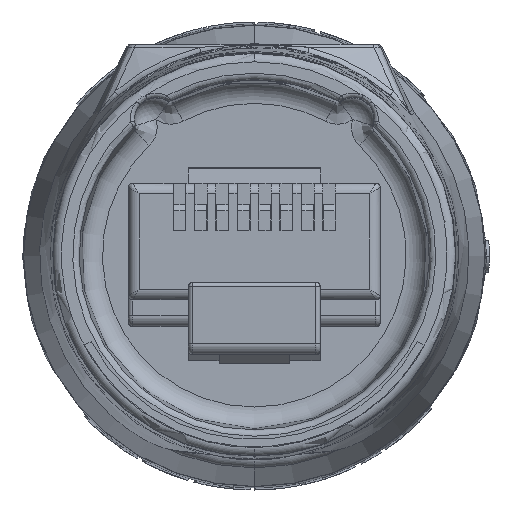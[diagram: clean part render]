
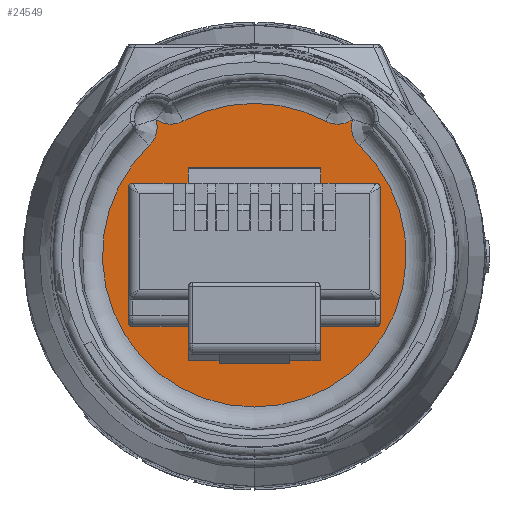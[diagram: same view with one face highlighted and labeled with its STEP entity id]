
A CAD part, top view. The second image highlights one B-rep face of the part: STEP entity #24549.
In plain terms, the highlighted planar face has unit normal (0, 0, 1).
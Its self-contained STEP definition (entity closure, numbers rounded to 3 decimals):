
#7661=CARTESIAN_POINT('',(-3.339,6.274,1.5));
#7662=CARTESIAN_POINT('',(-3.418,6.233,1.5));
#7663=CARTESIAN_POINT('',(-3.578,6.169,1.5));
#7664=CARTESIAN_POINT('',(-3.828,6.127,1.5));
#7665=CARTESIAN_POINT('',(-4.09,6.138,1.5));
#7666=CARTESIAN_POINT('',(-4.362,6.213,1.5));
#7667=CARTESIAN_POINT('',(-4.525,6.303,1.5));
#7668=CARTESIAN_POINT('',(-4.603,6.359,1.5));
#7670=CARTESIAN_POINT('',(0.,0.,1.5));
#7671=DIRECTION('',(0.,0.,1.));
#7672=DIRECTION('',(0.47,0.883,0.));
#7673=AXIS2_PLACEMENT_3D('',#7670,#7671,#7672);
#7675=CARTESIAN_POINT('',(4.603,6.359,1.5));
#7676=CARTESIAN_POINT('',(4.53,6.306,1.5));
#7677=CARTESIAN_POINT('',(4.377,6.221,1.5));
#7678=CARTESIAN_POINT('',(4.135,6.147,1.5));
#7679=CARTESIAN_POINT('',(3.876,6.124,1.5));
#7680=CARTESIAN_POINT('',(3.598,6.162,1.5));
#7681=CARTESIAN_POINT('',(3.425,6.229,1.5));
#7682=CARTESIAN_POINT('',(3.339,6.274,1.5));
#7684=CARTESIAN_POINT('',(4.917,5.132,1.5));
#7685=CARTESIAN_POINT('',(4.853,5.193,1.5));
#7686=CARTESIAN_POINT('',(4.743,5.326,1.5));
#7687=CARTESIAN_POINT('',(4.625,5.55,1.5));
#7688=CARTESIAN_POINT('',(4.553,5.803,1.5));
#7689=CARTESIAN_POINT('',(4.54,6.084,1.5));
#7690=CARTESIAN_POINT('',(4.574,6.267,1.5));
#7691=CARTESIAN_POINT('',(4.603,6.359,1.5));
#7693=CARTESIAN_POINT('',(0.,0.,1.5));
#7694=DIRECTION('',(0.,0.,1.));
#7695=DIRECTION('',(-0.692,0.722,0.));
#7696=AXIS2_PLACEMENT_3D('',#7693,#7694,#7695);
#7698=CARTESIAN_POINT('',(-4.603,6.359,1.5));
#7699=CARTESIAN_POINT('',(-4.576,6.273,1.5));
#7700=CARTESIAN_POINT('',(-4.543,6.101,1.5));
#7701=CARTESIAN_POINT('',(-4.548,5.848,1.5));
#7702=CARTESIAN_POINT('',(-4.607,5.595,1.5));
#7703=CARTESIAN_POINT('',(-4.729,5.343,1.5));
#7704=CARTESIAN_POINT('',(-4.848,5.199,1.5));
#7705=CARTESIAN_POINT('',(-4.917,5.132,1.5));
#7707=DIRECTION('',(-1.,0.,0.));
#7708=VECTOR('',#7707,11.39);
#7709=CARTESIAN_POINT('',(5.695,3.355,1.5));
#7710=LINE('',#7709,#7708);
#7822=DIRECTION('',(0.,-1.,0.));
#7823=VECTOR('',#7822,0.307);
#7824=CARTESIAN_POINT('',(-3.1,4.107,1.5));
#7825=LINE('',#7824,#7823);
#7842=DIRECTION('',(1.,0.,0.));
#7843=VECTOR('',#7842,6.2);
#7844=CARTESIAN_POINT('',(-3.1,4.107,1.5));
#7845=LINE('',#7844,#7843);
#7846=DIRECTION('',(0.,-1.,0.));
#7847=VECTOR('',#7846,0.307);
#7848=CARTESIAN_POINT('',(3.1,4.107,1.5));
#7849=LINE('',#7848,#7847);
#7866=DIRECTION('',(1.,0.,0.));
#7867=VECTOR('',#7866,6.2);
#7868=CARTESIAN_POINT('',(-3.1,3.8,1.5));
#7869=LINE('',#7868,#7867);
#7878=CARTESIAN_POINT('',(5.695,3.155,1.5));
#7879=DIRECTION('',(0.,0.,1.));
#7880=DIRECTION('',(1.,0.,0.));
#7881=AXIS2_PLACEMENT_3D('',#7878,#7879,#7880);
#7883=DIRECTION('',(0.,-1.,0.));
#7884=VECTOR('',#7883,6.31);
#7885=CARTESIAN_POINT('',(5.895,3.155,1.5));
#7886=LINE('',#7885,#7884);
#7912=CARTESIAN_POINT('',(5.695,-3.155,1.5));
#7913=DIRECTION('',(0.,0.,-1.));
#7914=DIRECTION('',(1.,0.,0.));
#7915=AXIS2_PLACEMENT_3D('',#7912,#7913,#7914);
#7922=DIRECTION('',(1.,0.,0.));
#7923=VECTOR('',#7922,11.39);
#7924=CARTESIAN_POINT('',(-5.695,-3.355,1.5));
#7925=LINE('',#7924,#7923);
#7954=CARTESIAN_POINT('',(-5.695,-3.155,1.5));
#7955=DIRECTION('',(0.,0.,1.));
#7956=DIRECTION('',(-1.,0.,0.));
#7957=AXIS2_PLACEMENT_3D('',#7954,#7955,#7956);
#7959=DIRECTION('',(0.,-1.,0.));
#7960=VECTOR('',#7959,6.31);
#7961=CARTESIAN_POINT('',(-5.895,3.155,1.5));
#7962=LINE('',#7961,#7960);
#7988=CARTESIAN_POINT('',(-5.695,3.155,1.5));
#7989=DIRECTION('',(0.,0.,-1.));
#7990=DIRECTION('',(-1.,0.,0.));
#7991=AXIS2_PLACEMENT_3D('',#7988,#7989,#7990);
#9000=DIRECTION('',(0.,1.,0.));
#9001=VECTOR('',#9000,1.1);
#9002=CARTESIAN_POINT('',(-1.65,-4.506,1.5));
#9003=LINE('',#9002,#9001);
#9025=DIRECTION('',(1.,0.,0.));
#9026=VECTOR('',#9025,3.3);
#9027=CARTESIAN_POINT('',(-1.65,-3.406,1.5));
#9028=LINE('',#9027,#9026);
#9029=DIRECTION('',(0.,1.,0.));
#9030=VECTOR('',#9029,1.1);
#9031=CARTESIAN_POINT('',(1.65,-4.506,1.5));
#9032=LINE('',#9031,#9030);
#9054=DIRECTION('',(1.,0.,0.));
#9055=VECTOR('',#9054,3.3);
#9056=CARTESIAN_POINT('',(-1.65,-4.506,1.5));
#9057=LINE('',#9056,#9055);
#12676=CARTESIAN_POINT('',(-5.895,3.155,1.5));
#12677=CARTESIAN_POINT('',(-5.895,-3.155,1.5));
#12678=VERTEX_POINT('',#12676);
#12679=VERTEX_POINT('',#12677);
#12680=CARTESIAN_POINT('',(5.895,3.155,1.5));
#12681=CARTESIAN_POINT('',(5.895,-3.155,1.5));
#12682=VERTEX_POINT('',#12680);
#12683=VERTEX_POINT('',#12681);
#12684=CARTESIAN_POINT('',(-5.695,-3.355,1.5));
#12685=CARTESIAN_POINT('',(5.695,-3.355,1.5));
#12686=VERTEX_POINT('',#12684);
#12687=VERTEX_POINT('',#12685);
#12688=CARTESIAN_POINT('',(-1.65,-4.506,1.5));
#12689=CARTESIAN_POINT('',(-1.65,-3.406,1.5));
#12690=VERTEX_POINT('',#12688);
#12691=VERTEX_POINT('',#12689);
#12692=CARTESIAN_POINT('',(1.65,-4.506,1.5));
#12693=CARTESIAN_POINT('',(1.65,-3.406,1.5));
#12694=VERTEX_POINT('',#12692);
#12695=VERTEX_POINT('',#12693);
#12696=CARTESIAN_POINT('',(-3.1,4.107,1.5));
#12697=CARTESIAN_POINT('',(-3.1,3.8,1.5));
#12698=VERTEX_POINT('',#12696);
#12699=VERTEX_POINT('',#12697);
#12700=CARTESIAN_POINT('',(3.1,4.107,1.5));
#12701=CARTESIAN_POINT('',(3.1,3.8,1.5));
#12702=VERTEX_POINT('',#12700);
#12703=VERTEX_POINT('',#12701);
#12704=CARTESIAN_POINT('',(-5.695,3.355,1.5));
#12705=VERTEX_POINT('',#12704);
#12706=CARTESIAN_POINT('',(5.695,3.355,1.5));
#12707=VERTEX_POINT('',#12706);
#13432=VERTEX_POINT('',#7661);
#13433=VERTEX_POINT('',#7668);
#13437=VERTEX_POINT('',#7705);
#13440=CARTESIAN_POINT('',(4.917,5.132,1.5));
#13441=VERTEX_POINT('',#13440);
#13443=VERTEX_POINT('',#7691);
#13447=VERTEX_POINT('',#7682);
#24496=CARTESIAN_POINT('',(0.,0.,1.5));
#24497=DIRECTION('',(0.,0.,-1.));
#24498=DIRECTION('',(0.,-1.,0.));
#24499=AXIS2_PLACEMENT_3D('',#24496,#24497,#24498);
#24500=PLANE('',#24499);
#24501=ORIENTED_EDGE('',*,*,#23906,.F.);
#24503=ORIENTED_EDGE('',*,*,#24502,.F.);
#24505=ORIENTED_EDGE('',*,*,#24504,.F.);
#24506=ORIENTED_EDGE('',*,*,#23609,.F.);
#24507=ORIENTED_EDGE('',*,*,#24416,.F.);
#24508=ORIENTED_EDGE('',*,*,#24458,.F.);
#24509=EDGE_LOOP('',(#24501,#24503,#24505,#24506,#24507,#24508));
#24510=FACE_OUTER_BOUND('',#24509,.F.);
#24512=ORIENTED_EDGE('',*,*,#24511,.T.);
#24514=ORIENTED_EDGE('',*,*,#24513,.F.);
#24516=ORIENTED_EDGE('',*,*,#24515,.T.);
#24518=ORIENTED_EDGE('',*,*,#24517,.T.);
#24520=ORIENTED_EDGE('',*,*,#24519,.T.);
#24522=ORIENTED_EDGE('',*,*,#24521,.F.);
#24524=ORIENTED_EDGE('',*,*,#24523,.F.);
#24526=ORIENTED_EDGE('',*,*,#24525,.T.);
#24527=EDGE_LOOP('',(#24512,#24514,#24516,#24518,#24520,#24522,#24524,#24526));
#24528=FACE_BOUND('',#24527,.F.);
#24530=ORIENTED_EDGE('',*,*,#24529,.F.);
#24532=ORIENTED_EDGE('',*,*,#24531,.T.);
#24534=ORIENTED_EDGE('',*,*,#24533,.T.);
#24536=ORIENTED_EDGE('',*,*,#24535,.F.);
#24537=EDGE_LOOP('',(#24530,#24532,#24534,#24536));
#24538=FACE_BOUND('',#24537,.F.);
#24540=ORIENTED_EDGE('',*,*,#24539,.T.);
#24542=ORIENTED_EDGE('',*,*,#24541,.T.);
#24544=ORIENTED_EDGE('',*,*,#24543,.F.);
#24546=ORIENTED_EDGE('',*,*,#24545,.F.);
#24547=EDGE_LOOP('',(#24540,#24542,#24544,#24546));
#24548=FACE_BOUND('',#24547,.F.);
#24549=ADVANCED_FACE('',(#24510,#24528,#24538,#24548),#24500,.F.);
#7669=B_SPLINE_CURVE_WITH_KNOTS('',3,(#7661,#7662,#7663,#7664,#7665,#7666,#7667,
#7668),.UNSPECIFIED.,.F.,.F.,(4,1,1,1,1,4),(0.,0.2,0.4,0.6,0.8,1.),
.UNSPECIFIED.);
#7674=CIRCLE('',#7673,7.107);
#7683=B_SPLINE_CURVE_WITH_KNOTS('',3,(#7675,#7676,#7677,#7678,#7679,#7680,#7681,
#7682),.UNSPECIFIED.,.F.,.F.,(4,1,1,1,1,4),(0.,0.2,0.4,0.6,0.8,1.),
.UNSPECIFIED.);
#7692=B_SPLINE_CURVE_WITH_KNOTS('',3,(#7684,#7685,#7686,#7687,#7688,#7689,#7690,
#7691),.UNSPECIFIED.,.F.,.F.,(4,1,1,1,1,4),(0.,0.2,0.4,0.6,0.8,1.),
.UNSPECIFIED.);
#7697=CIRCLE('',#7696,7.107);
#7706=B_SPLINE_CURVE_WITH_KNOTS('',3,(#7698,#7699,#7700,#7701,#7702,#7703,#7704,
#7705),.UNSPECIFIED.,.F.,.F.,(4,1,1,1,1,4),(0.,0.2,0.4,0.6,0.8,1.),
.UNSPECIFIED.);
#7882=CIRCLE('',#7881,0.2);
#7916=CIRCLE('',#7915,0.2);
#7958=CIRCLE('',#7957,0.2);
#7992=CIRCLE('',#7991,0.2);
#23609=EDGE_CURVE('',#13441,#13443,#7692,.T.);
#23906=EDGE_CURVE('',#13432,#13433,#7669,.T.);
#24416=EDGE_CURVE('',#13437,#13441,#7697,.T.);
#24458=EDGE_CURVE('',#13433,#13437,#7706,.T.);
#24502=EDGE_CURVE('',#13447,#13432,#7674,.T.);
#24504=EDGE_CURVE('',#13443,#13447,#7683,.T.);
#24511=EDGE_CURVE('',#12707,#12705,#7710,.T.);
#24513=EDGE_CURVE('',#12678,#12705,#7992,.T.);
#24515=EDGE_CURVE('',#12678,#12679,#7962,.T.);
#24517=EDGE_CURVE('',#12679,#12686,#7958,.T.);
#24519=EDGE_CURVE('',#12686,#12687,#7925,.T.);
#24521=EDGE_CURVE('',#12683,#12687,#7916,.T.);
#24523=EDGE_CURVE('',#12682,#12683,#7886,.T.);
#24525=EDGE_CURVE('',#12682,#12707,#7882,.T.);
#24529=EDGE_CURVE('',#12690,#12691,#9003,.T.);
#24531=EDGE_CURVE('',#12690,#12694,#9057,.T.);
#24533=EDGE_CURVE('',#12694,#12695,#9032,.T.);
#24535=EDGE_CURVE('',#12691,#12695,#9028,.T.);
#24539=EDGE_CURVE('',#12698,#12699,#7825,.T.);
#24541=EDGE_CURVE('',#12699,#12703,#7869,.T.);
#24543=EDGE_CURVE('',#12702,#12703,#7849,.T.);
#24545=EDGE_CURVE('',#12698,#12702,#7845,.T.);
